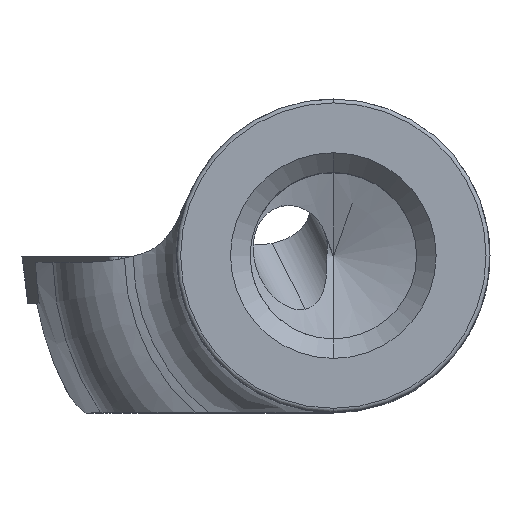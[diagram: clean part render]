
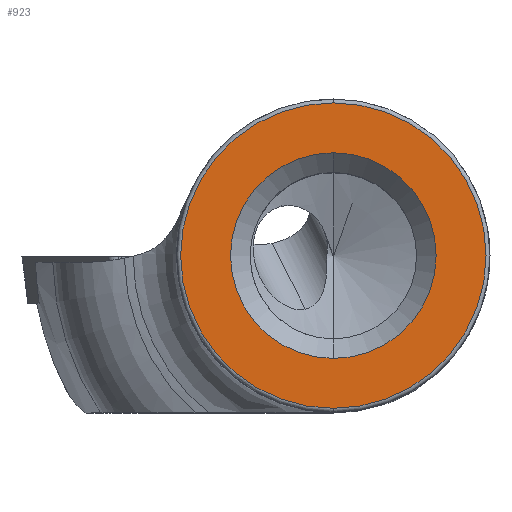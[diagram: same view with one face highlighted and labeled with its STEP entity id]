
A CAD part, top view. The second image highlights one B-rep face of the part: STEP entity #923.
In plain terms, the highlighted planar face has unit normal (0, 0, 1).
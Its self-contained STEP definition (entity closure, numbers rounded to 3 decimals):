
#745=EDGE_CURVE('NONE',#1725,#1279,#2053,.F.);
#923=ADVANCED_FACE('NONE',(#2254,#2255),#2256,.T.);
#1279=VERTEX_POINT('NONE',#2645);
#1381=EDGE_CURVE('NONE',#1279,#1725,#2763,.T.);
#1507=VERTEX_POINT('NONE',#2900);
#1533=EDGE_CURVE('NONE',#1507,#1857,#2928,.T.);
#1725=VERTEX_POINT('NONE',#3137);
#1757=EDGE_CURVE('NONE',#1857,#1507,#3177,.T.);
#1857=VERTEX_POINT('NONE',#3284);
#2053=CIRCLE('',#3564,5.25);
#2254=FACE_OUTER_BOUND('',#3878,.T.);
#2255=FACE_BOUND('',#3879,.T.);
#2256=PLANE('',#3880);
#2645=CARTESIAN_POINT('',(0.0,-5.25,0.0));
#2763=CIRCLE('',#4969,5.25);
#2900=CARTESIAN_POINT('',(0.0,-7.8,0.0));
#2928=CIRCLE('',#5712,7.8);
#3137=CARTESIAN_POINT('',(0.,5.25,0.));
#3177=CIRCLE('',#6164,7.8);
#3284=CARTESIAN_POINT('',(0.,7.8,0.));
#3564=AXIS2_PLACEMENT_3D('',#6610,#6611,#6612);
#3878=EDGE_LOOP('',(#6913,#6914));
#3879=EDGE_LOOP('',(#6915,#6916));
#3880=AXIS2_PLACEMENT_3D('',#6917,#6918,#6919);
#4969=AXIS2_PLACEMENT_3D('',#7497,#7498,#7499);
#5712=AXIS2_PLACEMENT_3D('',#7673,#7674,#7675);
#6164=AXIS2_PLACEMENT_3D('',#7983,#7984,#7985);
#6610=CARTESIAN_POINT('',(0.0,0.0,0.0));
#6611=DIRECTION('',(0.,0.0,1.0));
#6612=DIRECTION('',(0.0,-1.0,0.0));
#6913=ORIENTED_EDGE('',*,*,#1533,.T.);
#6914=ORIENTED_EDGE('',*,*,#1757,.T.);
#6915=ORIENTED_EDGE('',*,*,#1381,.T.);
#6916=ORIENTED_EDGE('',*,*,#745,.T.);
#6917=CARTESIAN_POINT('',(0.0,0.0,0.0));
#6918=DIRECTION('',(0.,0.0,1.0));
#6919=DIRECTION('',(0.0,-1.0,0.0));
#7497=CARTESIAN_POINT('',(0.0,0.0,0.0));
#7498=DIRECTION('',(0.,-0.0,-1.0));
#7499=DIRECTION('',(0.0,-1.0,0.0));
#7673=CARTESIAN_POINT('',(0.0,0.0,0.0));
#7674=DIRECTION('',(0.,-0.0,1.0));
#7675=DIRECTION('',(0.0,1.0,0.0));
#7983=CARTESIAN_POINT('',(0.0,0.0,0.0));
#7984=DIRECTION('',(0.,-0.0,1.0));
#7985=DIRECTION('',(0.0,1.0,0.0));
